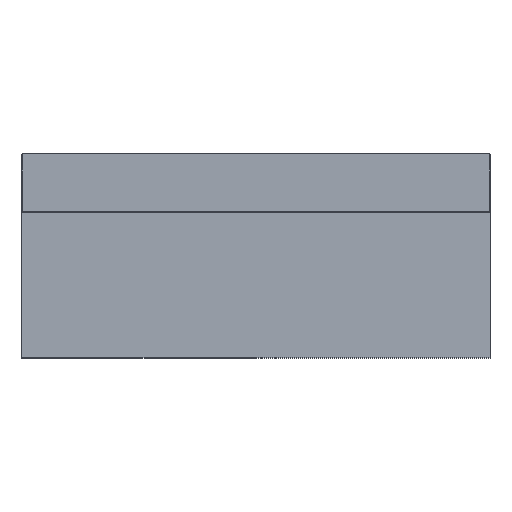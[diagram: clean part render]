
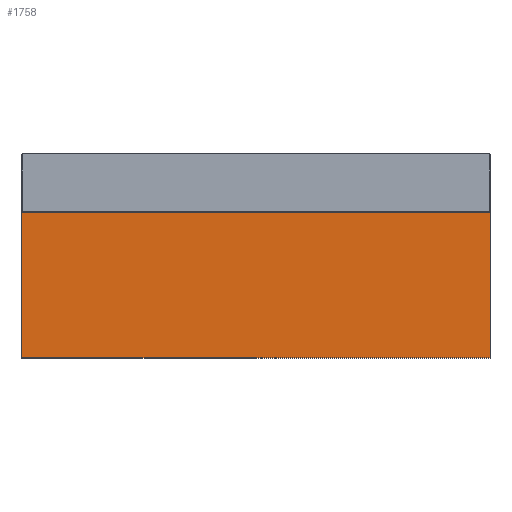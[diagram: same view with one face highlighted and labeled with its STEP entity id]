
A CAD part, top view. The second image highlights one B-rep face of the part: STEP entity #1758.
In plain terms, the highlighted planar face has unit normal (0, 0, 1).
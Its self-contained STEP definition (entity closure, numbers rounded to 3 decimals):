
#44 = PLANE('',#45);
#45 = AXIS2_PLACEMENT_3D('',#46,#47,#48);
#46 = CARTESIAN_POINT('',(-2.585,0.,3.685));
#47 = DIRECTION('',(1.,0.,0.));
#48 = DIRECTION('',(0.,0.,1.));
#421 = PLANE('',#422);
#422 = AXIS2_PLACEMENT_3D('',#423,#424,#425);
#423 = CARTESIAN_POINT('',(7.665,0.,3.685));
#424 = DIRECTION('',(1.,0.,0.));
#425 = DIRECTION('',(0.,0.,1.));
#447 = PLANE('',#448);
#448 = AXIS2_PLACEMENT_3D('',#449,#450,#451);
#449 = CARTESIAN_POINT('',(-2.585,-1.295,4.185));
#450 = DIRECTION('',(0.,-1.,0.));
#451 = DIRECTION('',(0.,0.,1.));
#463 = VERTEX_POINT('',#464);
#464 = CARTESIAN_POINT('',(-2.585,3.15,12.875));
#480 = PLANE('',#481);
#481 = AXIS2_PLACEMENT_3D('',#482,#483,#484);
#482 = CARTESIAN_POINT('',(-2.585,3.15,12.875));
#483 = DIRECTION('',(0.,1.,0.));
#484 = DIRECTION('',(0.,0.,-1.));
#492 = EDGE_CURVE('',#493,#463,#495,.T.);
#493 = VERTEX_POINT('',#494);
#494 = CARTESIAN_POINT('',(-2.585,-1.295,12.875));
#495 = SURFACE_CURVE('',#496,(#500,#507),.PCURVE_S1.);
#496 = LINE('',#497,#498);
#497 = CARTESIAN_POINT('',(-2.585,-1.295,12.875));
#498 = VECTOR('',#499,1.);
#499 = DIRECTION('',(0.,1.,0.));
#500 = PCURVE('',#44,#501);
#501 = DEFINITIONAL_REPRESENTATION('',(#502),#506);
#502 = LINE('',#503,#504);
#503 = CARTESIAN_POINT('',(9.19,1.295));
#504 = VECTOR('',#505,1.);
#505 = DIRECTION('',(0.,-1.));
#506 = ( GEOMETRIC_REPRESENTATION_CONTEXT(2) 
PARAMETRIC_REPRESENTATION_CONTEXT() REPRESENTATION_CONTEXT('2D SPACE',''
  ) );
#507 = PCURVE('',#508,#513);
#508 = PLANE('',#509);
#509 = AXIS2_PLACEMENT_3D('',#510,#511,#512);
#510 = CARTESIAN_POINT('',(-2.585,-0.295,12.875));
#511 = DIRECTION('',(0.,0.,1.));
#512 = DIRECTION('',(0.,1.,0.));
#513 = DEFINITIONAL_REPRESENTATION('',(#514),#518);
#514 = LINE('',#515,#516);
#515 = CARTESIAN_POINT('',(-1.,0.));
#516 = VECTOR('',#517,1.);
#517 = DIRECTION('',(1.,0.));
#518 = ( GEOMETRIC_REPRESENTATION_CONTEXT(2) 
PARAMETRIC_REPRESENTATION_CONTEXT() REPRESENTATION_CONTEXT('2D SPACE',''
  ) );
#1531 = VERTEX_POINT('',#1532);
#1532 = CARTESIAN_POINT('',(7.665,3.15,12.875));
#1553 = EDGE_CURVE('',#1531,#1554,#1556,.T.);
#1554 = VERTEX_POINT('',#1555);
#1555 = CARTESIAN_POINT('',(7.665,-1.295,12.875));
#1556 = SURFACE_CURVE('',#1557,(#1561,#1568),.PCURVE_S1.);
#1557 = LINE('',#1558,#1559);
#1558 = CARTESIAN_POINT('',(7.665,3.15,12.875));
#1559 = VECTOR('',#1560,1.);
#1560 = DIRECTION('',(0.,-1.,0.));
#1561 = PCURVE('',#421,#1562);
#1562 = DEFINITIONAL_REPRESENTATION('',(#1563),#1567);
#1563 = LINE('',#1564,#1565);
#1564 = CARTESIAN_POINT('',(9.19,-3.15));
#1565 = VECTOR('',#1566,1.);
#1566 = DIRECTION('',(0.,1.));
#1567 = ( GEOMETRIC_REPRESENTATION_CONTEXT(2) 
PARAMETRIC_REPRESENTATION_CONTEXT() REPRESENTATION_CONTEXT('2D SPACE',''
  ) );
#1568 = PCURVE('',#508,#1569);
#1569 = DEFINITIONAL_REPRESENTATION('',(#1570),#1574);
#1570 = LINE('',#1571,#1572);
#1571 = CARTESIAN_POINT('',(3.445,-10.25));
#1572 = VECTOR('',#1573,1.);
#1573 = DIRECTION('',(-1.,0.));
#1574 = ( GEOMETRIC_REPRESENTATION_CONTEXT(2) 
PARAMETRIC_REPRESENTATION_CONTEXT() REPRESENTATION_CONTEXT('2D SPACE',''
  ) );
#1604 = EDGE_CURVE('',#1554,#493,#1605,.T.);
#1605 = SURFACE_CURVE('',#1606,(#1610,#1616),.PCURVE_S1.);
#1606 = LINE('',#1607,#1608);
#1607 = CARTESIAN_POINT('',(-2.585,-1.295,12.875));
#1608 = VECTOR('',#1609,1.);
#1609 = DIRECTION('',(-1.,0.,0.));
#1610 = PCURVE('',#447,#1611);
#1611 = DEFINITIONAL_REPRESENTATION('',(#1612),#1615);
#1612 = B_SPLINE_CURVE_WITH_KNOTS('',1,(#1613,#1614),.UNSPECIFIED.,.F.,
  .F.,(2,2),(-20.597,10.347),.PIECEWISE_BEZIER_KNOTS.);
#1613 = CARTESIAN_POINT('',(8.69,-20.597));
#1614 = CARTESIAN_POINT('',(8.69,10.347));
#1615 = ( GEOMETRIC_REPRESENTATION_CONTEXT(2) 
PARAMETRIC_REPRESENTATION_CONTEXT() REPRESENTATION_CONTEXT('2D SPACE',''
  ) );
#1616 = PCURVE('',#508,#1617);
#1617 = DEFINITIONAL_REPRESENTATION('',(#1618),#1622);
#1618 = LINE('',#1619,#1620);
#1619 = CARTESIAN_POINT('',(-1.,0.));
#1620 = VECTOR('',#1621,1.);
#1621 = DIRECTION('',(0.,1.));
#1622 = ( GEOMETRIC_REPRESENTATION_CONTEXT(2) 
PARAMETRIC_REPRESENTATION_CONTEXT() REPRESENTATION_CONTEXT('2D SPACE',''
  ) );
#1629 = EDGE_CURVE('',#463,#1630,#1632,.T.);
#1630 = VERTEX_POINT('',#1631);
#1631 = CARTESIAN_POINT('',(-2.575,3.15,12.875));
#1632 = SURFACE_CURVE('',#1633,(#1637,#1644),.PCURVE_S1.);
#1633 = LINE('',#1634,#1635);
#1634 = CARTESIAN_POINT('',(-2.585,3.15,12.875));
#1635 = VECTOR('',#1636,1.);
#1636 = DIRECTION('',(1.,0.,0.));
#1637 = PCURVE('',#480,#1638);
#1638 = DEFINITIONAL_REPRESENTATION('',(#1639),#1643);
#1639 = LINE('',#1640,#1641);
#1640 = CARTESIAN_POINT('',(0.,0.));
#1641 = VECTOR('',#1642,1.);
#1642 = DIRECTION('',(0.,-1.));
#1643 = ( GEOMETRIC_REPRESENTATION_CONTEXT(2) 
PARAMETRIC_REPRESENTATION_CONTEXT() REPRESENTATION_CONTEXT('2D SPACE',''
  ) );
#1644 = PCURVE('',#508,#1645);
#1645 = DEFINITIONAL_REPRESENTATION('',(#1646),#1650);
#1646 = LINE('',#1647,#1648);
#1647 = CARTESIAN_POINT('',(3.445,0.));
#1648 = VECTOR('',#1649,1.);
#1649 = DIRECTION('',(0.,-1.));
#1650 = ( GEOMETRIC_REPRESENTATION_CONTEXT(2) 
PARAMETRIC_REPRESENTATION_CONTEXT() REPRESENTATION_CONTEXT('2D SPACE',''
  ) );
#1668 = PLANE('',#1669);
#1669 = AXIS2_PLACEMENT_3D('',#1670,#1671,#1672);
#1670 = CARTESIAN_POINT('',(-2.575,1.89,5.));
#1671 = DIRECTION('',(-1.,0.,0.));
#1672 = DIRECTION('',(0.,1.,0.));
#1709 = VERTEX_POINT('',#1710);
#1710 = CARTESIAN_POINT('',(7.655,3.15,12.875));
#1724 = PLANE('',#1725);
#1725 = AXIS2_PLACEMENT_3D('',#1726,#1727,#1728);
#1726 = CARTESIAN_POINT('',(7.655,3.16,5.));
#1727 = DIRECTION('',(1.,0.,0.));
#1728 = DIRECTION('',(0.,-1.,0.));
#1736 = EDGE_CURVE('',#1709,#1531,#1737,.T.);
#1737 = SURFACE_CURVE('',#1738,(#1742,#1749),.PCURVE_S1.);
#1738 = LINE('',#1739,#1740);
#1739 = CARTESIAN_POINT('',(-2.585,3.15,12.875));
#1740 = VECTOR('',#1741,1.);
#1741 = DIRECTION('',(1.,0.,0.));
#1742 = PCURVE('',#480,#1743);
#1743 = DEFINITIONAL_REPRESENTATION('',(#1744),#1748);
#1744 = LINE('',#1745,#1746);
#1745 = CARTESIAN_POINT('',(0.,0.));
#1746 = VECTOR('',#1747,1.);
#1747 = DIRECTION('',(0.,-1.));
#1748 = ( GEOMETRIC_REPRESENTATION_CONTEXT(2) 
PARAMETRIC_REPRESENTATION_CONTEXT() REPRESENTATION_CONTEXT('2D SPACE',''
  ) );
#1749 = PCURVE('',#508,#1750);
#1750 = DEFINITIONAL_REPRESENTATION('',(#1751),#1755);
#1751 = LINE('',#1752,#1753);
#1752 = CARTESIAN_POINT('',(3.445,0.));
#1753 = VECTOR('',#1754,1.);
#1754 = DIRECTION('',(0.,-1.));
#1755 = ( GEOMETRIC_REPRESENTATION_CONTEXT(2) 
PARAMETRIC_REPRESENTATION_CONTEXT() REPRESENTATION_CONTEXT('2D SPACE',''
  ) );
#1758 = ADVANCED_FACE('',(#1759),#508,.T.);
#1759 = FACE_BOUND('',#1760,.T.);
#1760 = EDGE_LOOP('',(#1761,#1762,#1763,#1764,#1787,#1815,#1836,#1837));
#1761 = ORIENTED_EDGE('',*,*,#1604,.F.);
#1762 = ORIENTED_EDGE('',*,*,#1553,.F.);
#1763 = ORIENTED_EDGE('',*,*,#1736,.F.);
#1764 = ORIENTED_EDGE('',*,*,#1765,.F.);
#1765 = EDGE_CURVE('',#1766,#1709,#1768,.T.);
#1766 = VERTEX_POINT('',#1767);
#1767 = CARTESIAN_POINT('',(7.655,1.89,12.875));
#1768 = SURFACE_CURVE('',#1769,(#1773,#1780),.PCURVE_S1.);
#1769 = LINE('',#1770,#1771);
#1770 = CARTESIAN_POINT('',(7.655,1.433,12.875));
#1771 = VECTOR('',#1772,1.);
#1772 = DIRECTION('',(0.,1.,0.));
#1773 = PCURVE('',#508,#1774);
#1774 = DEFINITIONAL_REPRESENTATION('',(#1775),#1779);
#1775 = LINE('',#1776,#1777);
#1776 = CARTESIAN_POINT('',(1.728,-10.24));
#1777 = VECTOR('',#1778,1.);
#1778 = DIRECTION('',(1.,0.));
#1779 = ( GEOMETRIC_REPRESENTATION_CONTEXT(2) 
PARAMETRIC_REPRESENTATION_CONTEXT() REPRESENTATION_CONTEXT('2D SPACE',''
  ) );
#1780 = PCURVE('',#1724,#1781);
#1781 = DEFINITIONAL_REPRESENTATION('',(#1782),#1786);
#1782 = LINE('',#1783,#1784);
#1783 = CARTESIAN_POINT('',(1.728,-7.875));
#1784 = VECTOR('',#1785,1.);
#1785 = DIRECTION('',(-1.,0.));
#1786 = ( GEOMETRIC_REPRESENTATION_CONTEXT(2) 
PARAMETRIC_REPRESENTATION_CONTEXT() REPRESENTATION_CONTEXT('2D SPACE',''
  ) );
#1787 = ORIENTED_EDGE('',*,*,#1788,.F.);
#1788 = EDGE_CURVE('',#1789,#1766,#1791,.T.);
#1789 = VERTEX_POINT('',#1790);
#1790 = CARTESIAN_POINT('',(-2.575,1.89,12.875));
#1791 = SURFACE_CURVE('',#1792,(#1796,#1803),.PCURVE_S1.);
#1792 = LINE('',#1793,#1794);
#1793 = CARTESIAN_POINT('',(2.535,1.89,12.875));
#1794 = VECTOR('',#1795,1.);
#1795 = DIRECTION('',(1.,0.,0.));
#1796 = PCURVE('',#508,#1797);
#1797 = DEFINITIONAL_REPRESENTATION('',(#1798),#1802);
#1798 = LINE('',#1799,#1800);
#1799 = CARTESIAN_POINT('',(2.185,-5.12));
#1800 = VECTOR('',#1801,1.);
#1801 = DIRECTION('',(0.,-1.));
#1802 = ( GEOMETRIC_REPRESENTATION_CONTEXT(2) 
PARAMETRIC_REPRESENTATION_CONTEXT() REPRESENTATION_CONTEXT('2D SPACE',''
  ) );
#1803 = PCURVE('',#1804,#1809);
#1804 = PLANE('',#1805);
#1805 = AXIS2_PLACEMENT_3D('',#1806,#1807,#1808);
#1806 = CARTESIAN_POINT('',(7.655,1.89,5.));
#1807 = DIRECTION('',(0.,-1.,0.));
#1808 = DIRECTION('',(-1.,0.,0.));
#1809 = DEFINITIONAL_REPRESENTATION('',(#1810),#1814);
#1810 = LINE('',#1811,#1812);
#1811 = CARTESIAN_POINT('',(5.12,-7.875));
#1812 = VECTOR('',#1813,1.);
#1813 = DIRECTION('',(-1.,0.));
#1814 = ( GEOMETRIC_REPRESENTATION_CONTEXT(2) 
PARAMETRIC_REPRESENTATION_CONTEXT() REPRESENTATION_CONTEXT('2D SPACE',''
  ) );
#1815 = ORIENTED_EDGE('',*,*,#1816,.F.);
#1816 = EDGE_CURVE('',#1630,#1789,#1817,.T.);
#1817 = SURFACE_CURVE('',#1818,(#1822,#1829),.PCURVE_S1.);
#1818 = LINE('',#1819,#1820);
#1819 = CARTESIAN_POINT('',(-2.575,0.798,12.875));
#1820 = VECTOR('',#1821,1.);
#1821 = DIRECTION('',(0.,-1.,0.));
#1822 = PCURVE('',#508,#1823);
#1823 = DEFINITIONAL_REPRESENTATION('',(#1824),#1828);
#1824 = LINE('',#1825,#1826);
#1825 = CARTESIAN_POINT('',(1.093,-0.01));
#1826 = VECTOR('',#1827,1.);
#1827 = DIRECTION('',(-1.,0.));
#1828 = ( GEOMETRIC_REPRESENTATION_CONTEXT(2) 
PARAMETRIC_REPRESENTATION_CONTEXT() REPRESENTATION_CONTEXT('2D SPACE',''
  ) );
#1829 = PCURVE('',#1668,#1830);
#1830 = DEFINITIONAL_REPRESENTATION('',(#1831),#1835);
#1831 = LINE('',#1832,#1833);
#1832 = CARTESIAN_POINT('',(-1.093,-7.875));
#1833 = VECTOR('',#1834,1.);
#1834 = DIRECTION('',(-1.,0.));
#1835 = ( GEOMETRIC_REPRESENTATION_CONTEXT(2) 
PARAMETRIC_REPRESENTATION_CONTEXT() REPRESENTATION_CONTEXT('2D SPACE',''
  ) );
#1836 = ORIENTED_EDGE('',*,*,#1629,.F.);
#1837 = ORIENTED_EDGE('',*,*,#492,.F.);
